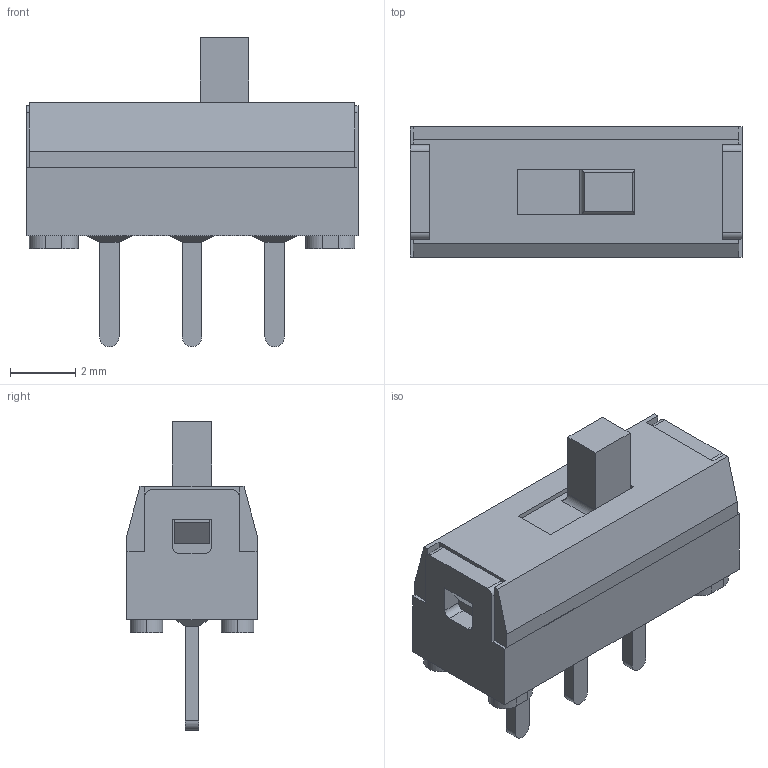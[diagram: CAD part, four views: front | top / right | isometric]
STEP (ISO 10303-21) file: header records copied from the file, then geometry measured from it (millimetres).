
FILE_DESCRIPTION(('STEP AP242'),'1');
FILE_NAME('ss-12sdp2.stp','2021-01-14T12:43:09',('TraceParts'),('TraceParts S.A.'),'Spatial InterOp 3D',' ',' ');
FILE_SCHEMA(('AP242_MANAGED_MODEL_BASED_3D_ENGINEERING_MIM_LF {1 0 10303 442 1 1 4}'));
Length unit declared in the file: millimetre
Products named in the file (1): ss-12sdp2
Bounding box: 10.2 x 4 x 9.5 mm (x, y, z)
Volume: 166.2 mm3; surface area: 243.6 mm2
Topology: 1 solids, 1 shells, 131 faces, 326 edges, 208 vertices
Faces by surface type: plane 100, cylinder 31
Entity records: 3849 total; most frequent: CARTESIAN_POINT 666, ORIENTED_EDGE 652, DIRECTION 648, EDGE_CURVE 326, LINE 268, VECTOR 268, VERTEX_POINT 208, AXIS2_PLACEMENT_3D 190
